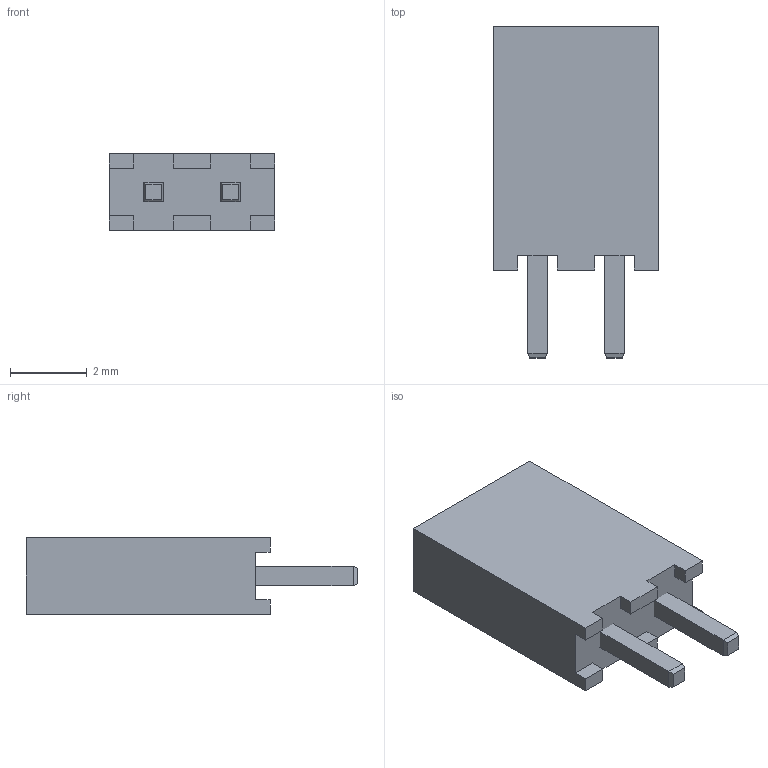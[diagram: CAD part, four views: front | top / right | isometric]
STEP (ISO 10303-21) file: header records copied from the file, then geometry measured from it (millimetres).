
FILE_DESCRIPTION( ( 'STEP AP214' ), ' ' );
FILE_NAME( 'SQT-102-01-F-S.stp', '2018-04-06T21:37:18', ( '' ), ( '' ), ' ', 'PARTsolutions', ' ' );
FILE_SCHEMA( ( 'AUTOMOTIVE_DESIGN { 1 0 10303 214 1 1 1 1 }' ) );
Length unit declared in the file: inch
Products named in the file (3): SQT-102-01-F-S; _SQT-102-01-F-S_socket; _SQT-102-01-F-S_pins
Assembly tree (2 placements, depth 2):
  SQT-102-01-F-S
    _SQT-102-01-F-S_socket
    _SQT-102-01-F-S_pins
Bounding box: 4.3 x 8.64 x 2 mm (x, y, z)
Volume: 52.4 mm3; surface area: 158.3 mm2
Topology: 2 solids, 2 shells, 82 faces, 208 edges, 136 vertices
Faces by surface type: plane 80, cylinder 2
Entity records: 3122 total; most frequent: CARTESIAN_POINT 429, ORIENTED_EDGE 416, DIRECTION 382, EDGE_CURVE 208, LINE 204, VECTOR 204, VERTEX_POINT 136, AXIS2_PLACEMENT_3D 89
